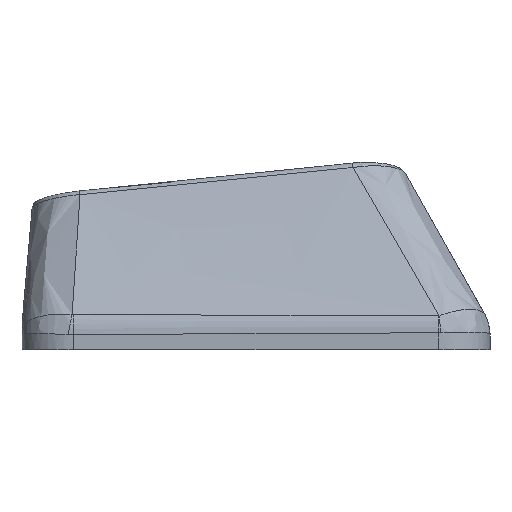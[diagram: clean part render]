
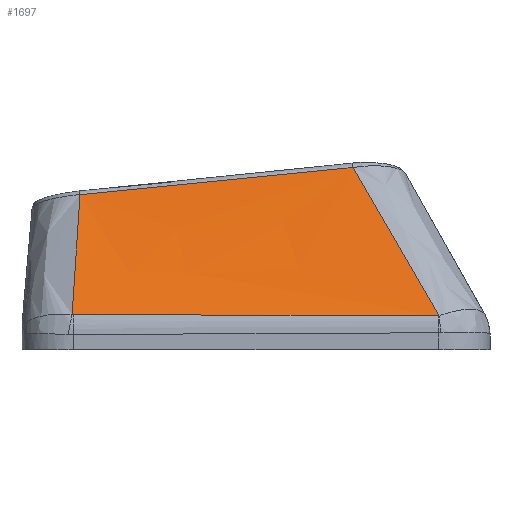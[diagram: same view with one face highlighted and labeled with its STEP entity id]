
A CAD part, left-side view. The second image highlights one B-rep face of the part: STEP entity #1697.
In plain terms, the highlighted free-form (B-spline) face has degree [3, 3] with [4, 4] control points.
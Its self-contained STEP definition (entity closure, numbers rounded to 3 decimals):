
#243=FACE_OUTER_BOUND('',#335,.T.);
#335=EDGE_LOOP('',(#1298,#1299,#1300,#1301,#1302,#1303));
#497=B_SPLINE_CURVE_WITH_KNOTS('',3,(#3360,#3361,#3362,#3363),
 .UNSPECIFIED.,.F.,.F.,(4,4),(0.,0.002),
 .UNSPECIFIED.);
#499=B_SPLINE_CURVE_WITH_KNOTS('',3,(#3387,#3388,#3389,#3390),
 .UNSPECIFIED.,.F.,.F.,(4,4),(0.,1.416),.UNSPECIFIED.);
#501=B_SPLINE_CURVE_WITH_KNOTS('',3,(#3414,#3415,#3416,#3417),
 .UNSPECIFIED.,.F.,.F.,(4,4),(0.,0.005),
 .UNSPECIFIED.);
#516=B_SPLINE_CURVE_WITH_KNOTS('',3,(#3693,#3694,#3695,#3696),
 .UNSPECIFIED.,.F.,.F.,(4,4),(0.029,0.752),
 .UNSPECIFIED.);
#517=B_SPLINE_CURVE_WITH_KNOTS('',3,(#3698,#3699,#3700,#3701),
 .UNSPECIFIED.,.F.,.F.,(4,4),(-1.064,0.),
 .UNSPECIFIED.);
#518=B_SPLINE_CURVE_WITH_KNOTS('',3,(#3702,#3703,#3704,#3705),
 .UNSPECIFIED.,.F.,.F.,(4,4),(-0.566,-0.021),
 .UNSPECIFIED.);
#682=VERTEX_POINT('',#3322);
#684=VERTEX_POINT('',#3353);
#686=VERTEX_POINT('',#3380);
#688=VERTEX_POINT('',#3407);
#704=VERTEX_POINT('',#3692);
#705=VERTEX_POINT('',#3697);
#895=EDGE_CURVE('',#682,#684,#497,.T.);
#898=EDGE_CURVE('',#684,#686,#499,.T.);
#901=EDGE_CURVE('',#686,#688,#501,.T.);
#925=EDGE_CURVE('',#704,#682,#516,.T.);
#926=EDGE_CURVE('',#705,#704,#517,.T.);
#927=EDGE_CURVE('',#688,#705,#518,.T.);
#1298=ORIENTED_EDGE('',*,*,#901,.F.);
#1299=ORIENTED_EDGE('',*,*,#898,.F.);
#1300=ORIENTED_EDGE('',*,*,#895,.F.);
#1301=ORIENTED_EDGE('',*,*,#925,.F.);
#1302=ORIENTED_EDGE('',*,*,#926,.F.);
#1303=ORIENTED_EDGE('',*,*,#927,.F.);
#1640=B_SPLINE_SURFACE_WITH_KNOTS('',3,3,((#3676,#3677,#3678,#3679),(#3680,
#3681,#3682,#3683),(#3684,#3685,#3686,#3687),(#3688,#3689,#3690,#3691)),
 .UNSPECIFIED.,.F.,.F.,.F.,(4,4),(4,4),(0.1,0.893),
(0.035,0.951),.UNSPECIFIED.);
#1697=ADVANCED_FACE('',(#243),#1640,.T.);
#3322=CARTESIAN_POINT('',(-8.927,-7.101,0.313));
#3353=CARTESIAN_POINT('',(-8.928,-7.078,0.312));
#3360=CARTESIAN_POINT('Ctrl Pts',(-8.927,-7.101,0.313));
#3361=CARTESIAN_POINT('Ctrl Pts',(-8.927,-7.093,0.312));
#3362=CARTESIAN_POINT('Ctrl Pts',(-8.928,-7.086,0.312));
#3363=CARTESIAN_POINT('Ctrl Pts',(-8.928,-7.078,0.312));
#3380=CARTESIAN_POINT('',(-8.865,7.085,0.357));
#3387=CARTESIAN_POINT('Ctrl Pts',(-8.928,-7.078,0.312));
#3388=CARTESIAN_POINT('Ctrl Pts',(-8.911,-2.357,0.325));
#3389=CARTESIAN_POINT('Ctrl Pts',(-8.892,2.364,0.34));
#3390=CARTESIAN_POINT('Ctrl Pts',(-8.865,7.085,0.357));
#3407=CARTESIAN_POINT('',(-8.862,7.138,0.362));
#3414=CARTESIAN_POINT('Ctrl Pts',(-8.865,7.085,0.357));
#3415=CARTESIAN_POINT('Ctrl Pts',(-8.865,7.103,0.357));
#3416=CARTESIAN_POINT('Ctrl Pts',(-8.864,7.12,0.359));
#3417=CARTESIAN_POINT('Ctrl Pts',(-8.862,7.138,0.362));
#3676=CARTESIAN_POINT('Ctrl Pts',(-6.078,-4.132,6.119));
#3677=CARTESIAN_POINT('Ctrl Pts',(-7.028,-5.122,4.183));
#3678=CARTESIAN_POINT('Ctrl Pts',(-7.978,-6.112,2.248));
#3679=CARTESIAN_POINT('Ctrl Pts',(-8.928,-7.102,0.312));
#3680=CARTESIAN_POINT('Ctrl Pts',(-6.078,-0.376,
5.74));
#3681=CARTESIAN_POINT('Ctrl Pts',(-7.028,-1.036,3.924));
#3682=CARTESIAN_POINT('Ctrl Pts',(-7.978,-1.695,2.108));
#3683=CARTESIAN_POINT('Ctrl Pts',(-8.928,-2.355,0.292));
#3684=CARTESIAN_POINT('Ctrl Pts',(-6.078,3.381,5.361));
#3685=CARTESIAN_POINT('Ctrl Pts',(-7.028,3.051,3.665));
#3686=CARTESIAN_POINT('Ctrl Pts',(-7.978,2.721,1.969));
#3687=CARTESIAN_POINT('Ctrl Pts',(-8.928,2.391,0.273));
#3688=CARTESIAN_POINT('Ctrl Pts',(-6.078,7.137,4.982));
#3689=CARTESIAN_POINT('Ctrl Pts',(-7.028,7.137,3.406));
#3690=CARTESIAN_POINT('Ctrl Pts',(-7.978,7.137,1.83));
#3691=CARTESIAN_POINT('Ctrl Pts',(-8.928,7.138,0.254));
#3692=CARTESIAN_POINT('',(-6.085,-3.765,6.067));
#3693=CARTESIAN_POINT('Ctrl Pts',(-6.085,-3.765,6.067));
#3694=CARTESIAN_POINT('Ctrl Pts',(-7.038,-4.882,4.153));
#3695=CARTESIAN_POINT('Ctrl Pts',(-7.984,-5.993,2.234));
#3696=CARTESIAN_POINT('Ctrl Pts',(-8.927,-7.101,0.313));
#3697=CARTESIAN_POINT('',(-6.078,6.827,5.013));
#3698=CARTESIAN_POINT('Ctrl Pts',(-6.078,6.827,5.013));
#3699=CARTESIAN_POINT('Ctrl Pts',(-6.081,3.297,5.364));
#3700=CARTESIAN_POINT('Ctrl Pts',(-6.083,-0.234,
5.716));
#3701=CARTESIAN_POINT('Ctrl Pts',(-6.085,-3.765,6.067));
#3702=CARTESIAN_POINT('Ctrl Pts',(-8.862,7.138,0.362));
#3703=CARTESIAN_POINT('Ctrl Pts',(-7.929,7.028,1.91));
#3704=CARTESIAN_POINT('Ctrl Pts',(-7.,6.923,3.46));
#3705=CARTESIAN_POINT('Ctrl Pts',(-6.078,6.827,5.013));
